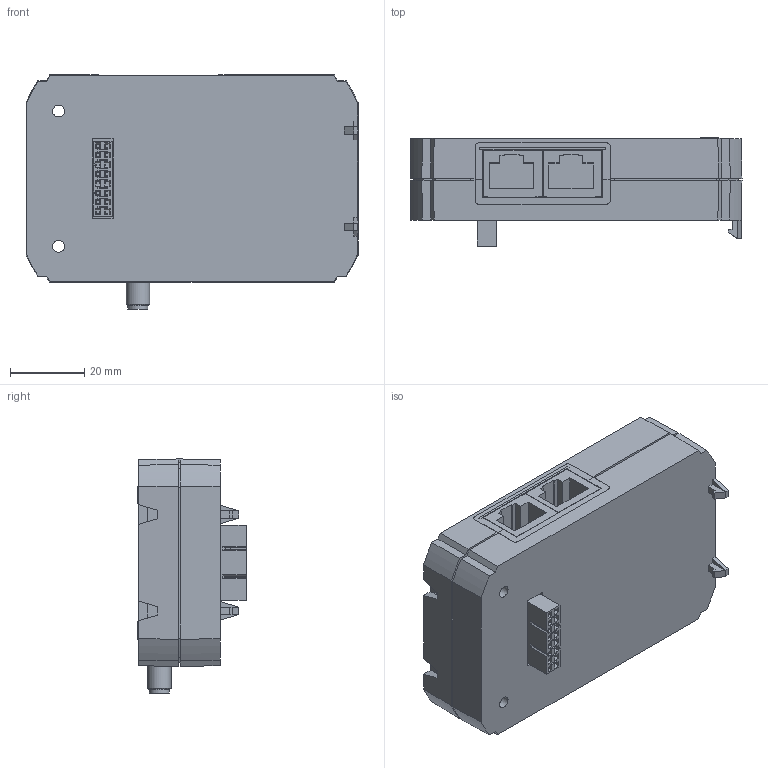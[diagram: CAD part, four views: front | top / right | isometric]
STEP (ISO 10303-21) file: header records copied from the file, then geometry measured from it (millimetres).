
FILE_DESCRIPTION(/* description */ (''),/* implementation_level */ '2;1');
FILE_NAME(/* name */ 'AXM-WEB2 customer version 05302025.step',/* time_stamp */ '2025-05-30T14:21:38-04:00',/* author */ (''),/* organization */ (''),/* preprocessor_version */ 'ST-DEVELOPER v20.1',/* originating_system */ 'Autodesk Translation Framework v14.4.0.0',/* authorisation */ '');
FILE_SCHEMA (('AUTOMOTIVE_DESIGN { 1 0 10303 214 3 1 1 }'));
Length unit declared in the file: millimetre
Products named in the file (1): PRT0001
Bounding box: 89.58 x 29.2 x 63.17 mm (x, y, z)
Volume: 38899.1 mm3; surface area: 52707 mm2
Topology: 10 solids, 10 shells, 1563 faces, 4143 edges, 2653 vertices
Faces by surface type: plane 1350, cylinder 134, cone 51, torus 14, sphere 12, bspline 2
Full cylindrical faces by diameter (mm): 0.965 x2, 1 x2, 1.2 x16, 1.449 x1, 2 x4, 3 x2, 3.198 x1, 3.2 x2, 4 x2, 4.5 x1, 4.7 x4, 5 x2, 5.1 x2, 5.2 x2, 5.341 x1, 6 x4, 6.3 x1
Entity records: 48041 total; most frequent: CARTESIAN_POINT 8912, ORIENTED_EDGE 8278, DIRECTION 7639, EDGE_CURVE 4139, LINE 3619, VECTOR 3619, VERTEX_POINT 2653, AXIS2_PLACEMENT_3D 2010
